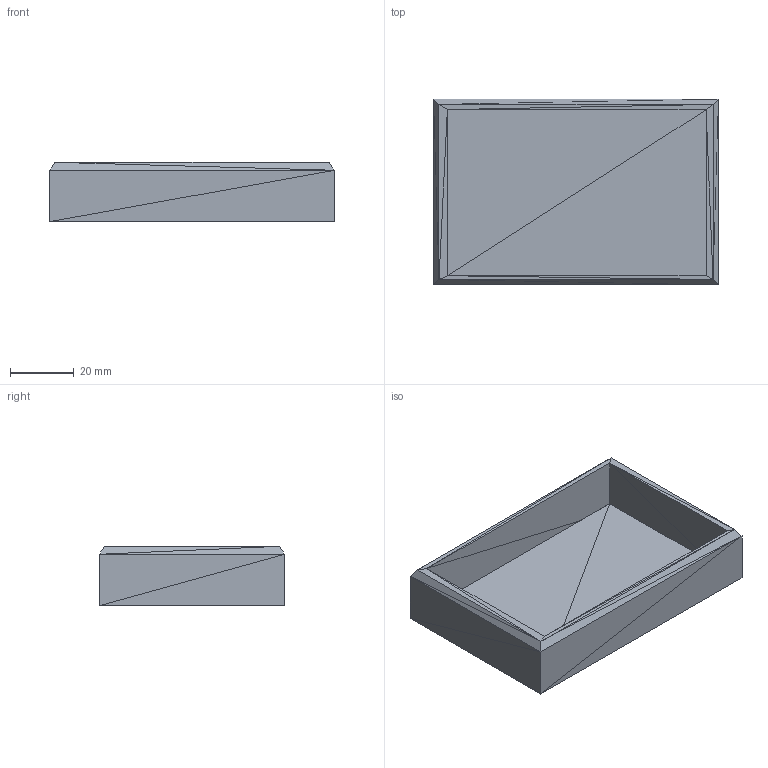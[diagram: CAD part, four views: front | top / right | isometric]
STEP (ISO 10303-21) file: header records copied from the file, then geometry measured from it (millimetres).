
FILE_DESCRIPTION(('STEP AP214'),'1');
FILE_NAME('shapr3d_export_2024-10-11_15h48m.stp','2024-10-11T20:09:45',(' '),(' '),'Spatial InterOp 3D',' ',' ');
FILE_SCHEMA(('automotive_design'));
Length unit declared in the file: metre
Products named in the file (1): Root
Bounding box: 89 x 58 x 18.6 mm (x, y, z)
Surface area: 21196.5 mm2 (no closed solid volume)
Topology: 0 solids, 52 shells, 52 faces, 156 edges, 84 vertices
Faces by surface type: plane 52
Entity records: 1798 total; most frequent: DIRECTION 262, ORIENTED_EDGE 156, EDGE_CURVE 156, LINE 156, VECTOR 156, CARTESIAN_POINT 108, VERTEX_POINT 107, AXIS2_PLACEMENT_3D 53
